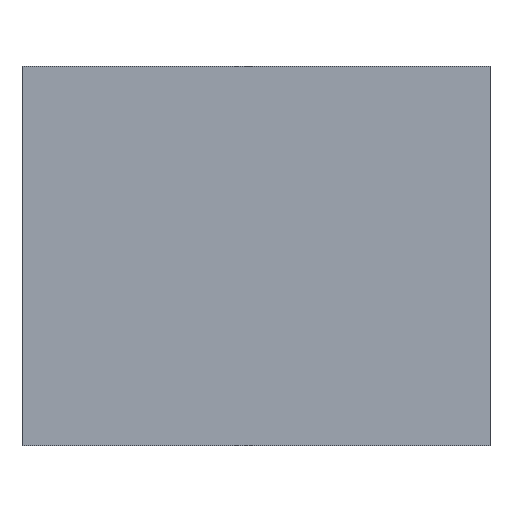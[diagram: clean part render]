
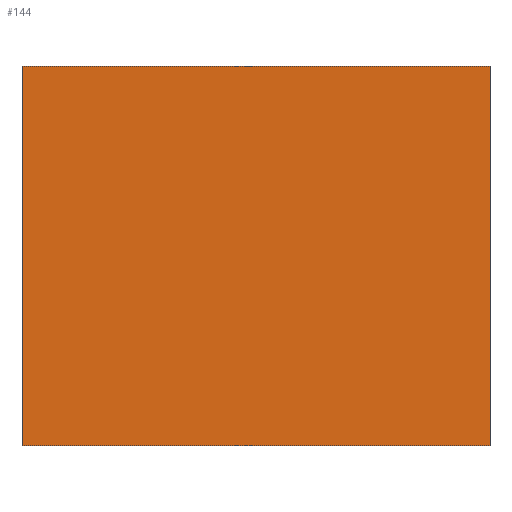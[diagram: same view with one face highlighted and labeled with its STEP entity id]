
A CAD part, front view. The second image highlights one B-rep face of the part: STEP entity #144.
In plain terms, the highlighted planar face has unit normal (0, -1, 0).
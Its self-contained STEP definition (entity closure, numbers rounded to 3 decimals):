
#11 = ORIENTED_EDGE ( 'NONE', *, *, #358, .T. ) ;
#25 = CARTESIAN_POINT ( 'NONE',  ( -15.4, -7., 25. ) ) ;
#43 = CARTESIAN_POINT ( 'NONE',  ( 15.4, -7., 0. ) ) ;
#56 = VECTOR ( 'NONE', #460, 1000. ) ;
#82 = ORIENTED_EDGE ( 'NONE', *, *, #467, .T. ) ;
#88 = AXIS2_PLACEMENT_3D ( 'NONE', #514, #303, #519 ) ;
#118 = VERTEX_POINT ( 'NONE', #43 ) ;
#144 = ADVANCED_FACE ( 'NONE', ( #298 ), #217, .F. ) ;
#152 = LINE ( 'NONE', #196, #181 ) ;
#153 = DIRECTION ( 'NONE',  ( 1., 0., 0. ) ) ;
#172 = ORIENTED_EDGE ( 'NONE', *, *, #450, .F. ) ;
#177 = VERTEX_POINT ( 'NONE', #213 ) ;
#181 = VECTOR ( 'NONE', #495, 1000. ) ;
#196 = CARTESIAN_POINT ( 'NONE',  ( -15.4, -7., 25. ) ) ;
#200 = CARTESIAN_POINT ( 'NONE',  ( 15.4, -7., 25. ) ) ;
#213 = CARTESIAN_POINT ( 'NONE',  ( -15.4, -7., 0. ) ) ;
#214 = VERTEX_POINT ( 'NONE', #487 ) ;
#217 = PLANE ( 'NONE',  #88 ) ;
#258 = VECTOR ( 'NONE', #153, 1000. ) ;
#283 = VECTOR ( 'NONE', #327, 1000. ) ;
#286 = CARTESIAN_POINT ( 'NONE',  ( 15.4, -7., 25. ) ) ;
#288 = ORIENTED_EDGE ( 'NONE', *, *, #408, .F. ) ;
#298 = FACE_OUTER_BOUND ( 'NONE', #488, .T. ) ;
#303 = DIRECTION ( 'NONE',  ( 0., 1., 0. ) ) ;
#327 = DIRECTION ( 'NONE',  ( 0., 0., -1. ) ) ;
#356 = LINE ( 'NONE', #200, #283 ) ;
#358 = EDGE_CURVE ( 'NONE', #214, #177, #152, .T. ) ;
#374 = LINE ( 'NONE', #413, #258 ) ;
#408 = EDGE_CURVE ( 'NONE', #479, #118, #356, .T. ) ;
#413 = CARTESIAN_POINT ( 'NONE',  ( -15.4, -7., 0. ) ) ;
#450 = EDGE_CURVE ( 'NONE', #214, #479, #466, .T. ) ;
#460 = DIRECTION ( 'NONE',  ( 1., 0., 0. ) ) ;
#466 = LINE ( 'NONE', #25, #56 ) ;
#467 = EDGE_CURVE ( 'NONE', #177, #118, #374, .T. ) ;
#479 = VERTEX_POINT ( 'NONE', #286 ) ;
#487 = CARTESIAN_POINT ( 'NONE',  ( -15.4, -7., 25. ) ) ;
#488 = EDGE_LOOP ( 'NONE', ( #82, #288, #172, #11 ) ) ;
#495 = DIRECTION ( 'NONE',  ( 0., 0., -1. ) ) ;
#514 = CARTESIAN_POINT ( 'NONE',  ( -15.4, -7., 25. ) ) ;
#519 = DIRECTION ( 'NONE',  ( 0., 0., 1. ) ) ;
